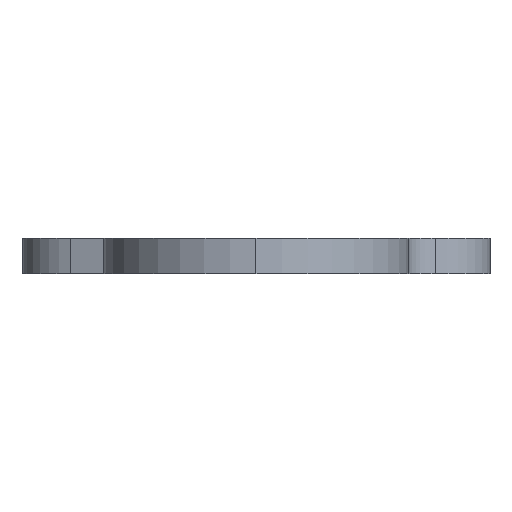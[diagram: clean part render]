
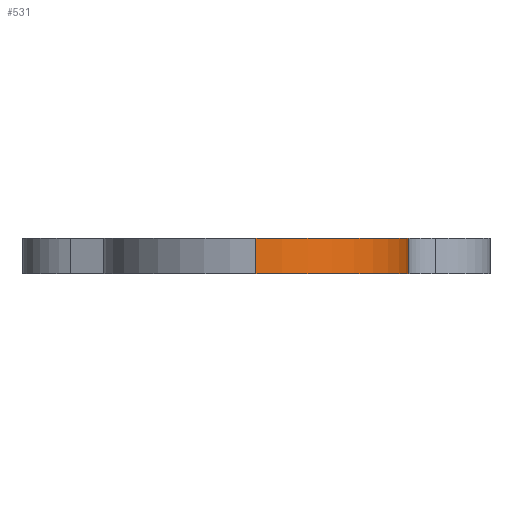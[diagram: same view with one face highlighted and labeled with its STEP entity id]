
A CAD part, left-side view. The second image highlights one B-rep face of the part: STEP entity #531.
In plain terms, the highlighted cylindrical face has radius 13 mm (diameter 26 mm), a partial arc.
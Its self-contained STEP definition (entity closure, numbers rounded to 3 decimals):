
#6 = DIRECTION ( 'NONE',  ( 0., 0., -1. ) ) ;
#14 = CARTESIAN_POINT ( 'NONE',  ( -87., 0., 1.5 ) ) ;
#15 = DIRECTION ( 'NONE',  ( -1., 0., 0. ) ) ;
#27 = CARTESIAN_POINT ( 'NONE',  ( -87., 0., 1.5 ) ) ;
#32 = DIRECTION ( 'NONE',  ( 0., 0., 1. ) ) ;
#33 = DIRECTION ( 'NONE',  ( -1., 0., 0. ) ) ;
#43 = DIRECTION ( 'NONE',  ( 0., 0., -1. ) ) ;
#49 = LINE ( 'NONE', #50, #288 ) ;
#50 = CARTESIAN_POINT ( 'NONE',  ( -100., 0., 1.5 ) ) ;
#51 = DIRECTION ( 'NONE',  ( 0., 0., 1. ) ) ;
#52 = DIRECTION ( 'NONE',  ( -1., 0., 0. ) ) ;
#57 = CARTESIAN_POINT ( 'NONE',  ( -87., 0., -1.5 ) ) ;
#260 = CARTESIAN_POINT ( 'NONE',  ( -100., 0., 1.5 ) ) ;
#269 = VECTOR ( 'NONE', #397, 1000. ) ;
#281 = AXIS2_PLACEMENT_3D ( 'NONE', #27, #32, #33 ) ;
#286 = AXIS2_PLACEMENT_3D ( 'NONE', #57, #51, #52 ) ;
#288 = VECTOR ( 'NONE', #43, 1000. ) ;
#334 = CARTESIAN_POINT ( 'NONE',  ( -100., 0., -1.5 ) ) ;
#343 = CARTESIAN_POINT ( 'NONE',  ( -87., -13., -1.5 ) ) ;
#395 = CARTESIAN_POINT ( 'NONE',  ( -87., -13., 1.5 ) ) ;
#397 = DIRECTION ( 'NONE',  ( 0., 0., -1. ) ) ;
#398 = LINE ( 'NONE', #395, #269 ) ;
#406 = EDGE_CURVE ( 'NONE', #548, #541, #476, .T. ) ;
#411 = EDGE_CURVE ( 'NONE', #548, #577, #49, .T. ) ;
#419 = EDGE_CURVE ( 'NONE', #577, #586, #422, .T. ) ;
#422 = CIRCLE ( 'NONE', #286, 13. ) ;
#432 = EDGE_CURVE ( 'NONE', #541, #586, #398, .T. ) ;
#476 = CIRCLE ( 'NONE', #281, 13. ) ;
#531 = ADVANCED_FACE ( 'NONE', ( #844 ), #880, .T. ) ;
#541 = VERTEX_POINT ( 'NONE', #758 ) ;
#548 = VERTEX_POINT ( 'NONE', #260 ) ;
#577 = VERTEX_POINT ( 'NONE', #334 ) ;
#586 = VERTEX_POINT ( 'NONE', #343 ) ;
#657 = ORIENTED_EDGE ( 'NONE', *, *, #419, .T. ) ;
#671 = ORIENTED_EDGE ( 'NONE', *, *, #432, .F. ) ;
#694 = ORIENTED_EDGE ( 'NONE', *, *, #406, .F. ) ;
#709 = ORIENTED_EDGE ( 'NONE', *, *, #411, .T. ) ;
#719 = EDGE_LOOP ( 'NONE', ( #694, #709, #657, #671 ) ) ;
#758 = CARTESIAN_POINT ( 'NONE',  ( -87., -13., 1.5 ) ) ;
#844 = FACE_OUTER_BOUND ( 'NONE', #719, .T. ) ;
#877 = AXIS2_PLACEMENT_3D ( 'NONE', #14, #6, #15 ) ;
#880 = CYLINDRICAL_SURFACE ( 'NONE', #877, 13. ) ;
